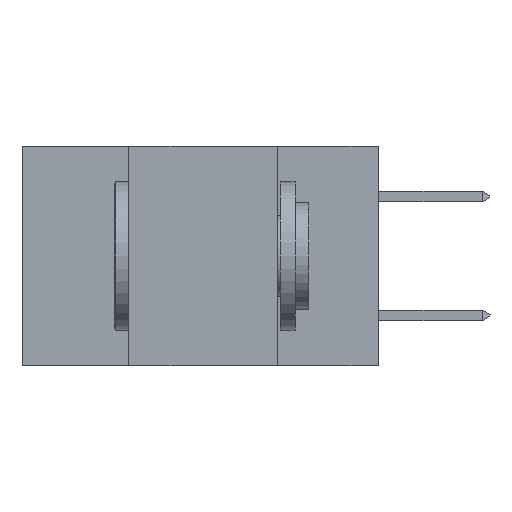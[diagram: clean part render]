
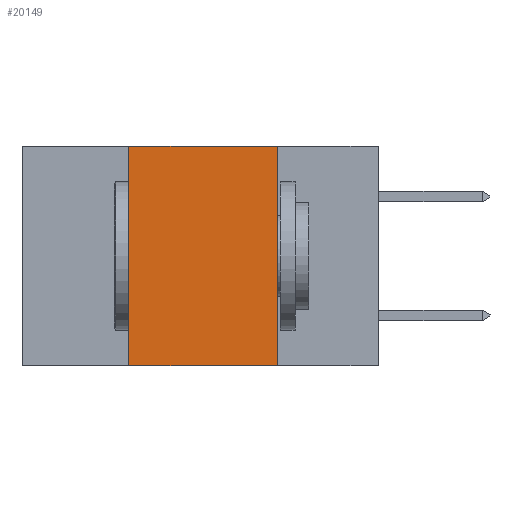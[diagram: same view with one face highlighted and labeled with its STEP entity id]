
A CAD part, left-side view. The second image highlights one B-rep face of the part: STEP entity #20149.
In plain terms, the highlighted planar face has unit normal (-1, 0, 0).
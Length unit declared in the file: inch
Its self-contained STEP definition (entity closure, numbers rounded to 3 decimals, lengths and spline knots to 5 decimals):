
#604 = DIRECTION ( 'NONE',  ( 0., 0., -1. ) ) ;
#667 = ORIENTED_EDGE ( 'NONE', *, *, #19669, .F. ) ;
#864 = VECTOR ( 'NONE', #6678, 39.37008 ) ;
#1305 = EDGE_LOOP ( 'NONE', ( #8665, #667, #21198, #12306 ) ) ;
#3073 = AXIS2_PLACEMENT_3D ( 'NONE', #7843, #21178, #9797 ) ;
#3555 = EDGE_CURVE ( 'NONE', #9058, #11300, #6090, .T. ) ;
#5656 = VERTEX_POINT ( 'NONE', #13375 ) ;
#5854 = PLANE ( 'NONE',  #3073 ) ;
#5902 = LINE ( 'NONE', #10695, #21191 ) ;
#6090 = LINE ( 'NONE', #6855, #864 ) ;
#6678 = DIRECTION ( 'NONE',  ( 0., 0., 1. ) ) ;
#6855 = CARTESIAN_POINT ( 'NONE',  ( 0., 0.42, -0.37 ) ) ;
#6865 = VECTOR ( 'NONE', #604, 39.37008 ) ;
#7268 = CARTESIAN_POINT ( 'NONE',  ( 0., 0.6, -0.37 ) ) ;
#7843 = CARTESIAN_POINT ( 'NONE',  ( 0., 0.6, 0. ) ) ;
#8665 = ORIENTED_EDGE ( 'NONE', *, *, #18249, .F. ) ;
#9058 = VERTEX_POINT ( 'NONE', #23896 ) ;
#9797 = DIRECTION ( 'NONE',  ( 0., 0., -1. ) ) ;
#10695 = CARTESIAN_POINT ( 'NONE',  ( 0., 0.6, 0. ) ) ;
#11111 = FACE_OUTER_BOUND ( 'NONE', #1305, .T. ) ;
#11205 = DIRECTION ( 'NONE',  ( 0., -1., 0. ) ) ;
#11300 = VERTEX_POINT ( 'NONE', #22902 ) ;
#12032 = LINE ( 'NONE', #14245, #6865 ) ;
#12306 = ORIENTED_EDGE ( 'NONE', *, *, #15387, .T. ) ;
#13375 = CARTESIAN_POINT ( 'NONE',  ( 0., 0.17, -0.37 ) ) ;
#13804 = VERTEX_POINT ( 'NONE', #23897 ) ;
#14125 = LINE ( 'NONE', #7268, #19754 ) ;
#14245 = CARTESIAN_POINT ( 'NONE',  ( 0., 0.17, -0.37 ) ) ;
#15387 = EDGE_CURVE ( 'NONE', #9058, #5656, #14125, .T. ) ;
#18249 = EDGE_CURVE ( 'NONE', #13804, #5656, #12032, .T. ) ;
#19669 = EDGE_CURVE ( 'NONE', #11300, #13804, #5902, .T. ) ;
#19754 = VECTOR ( 'NONE', #11205, 39.37008 ) ;
#20149 = ADVANCED_FACE ( 'NONE', ( #11111 ), #5854, .F. ) ;
#21178 = DIRECTION ( 'NONE',  ( 1., 0., 0. ) ) ;
#21191 = VECTOR ( 'NONE', #22033, 39.37008 ) ;
#21198 = ORIENTED_EDGE ( 'NONE', *, *, #3555, .F. ) ;
#22033 = DIRECTION ( 'NONE',  ( 0., -1., 0. ) ) ;
#22902 = CARTESIAN_POINT ( 'NONE',  ( 0., 0.42, 0. ) ) ;
#23896 = CARTESIAN_POINT ( 'NONE',  ( 0., 0.42, -0.37 ) ) ;
#23897 = CARTESIAN_POINT ( 'NONE',  ( 0., 0.17, 0. ) ) ;
